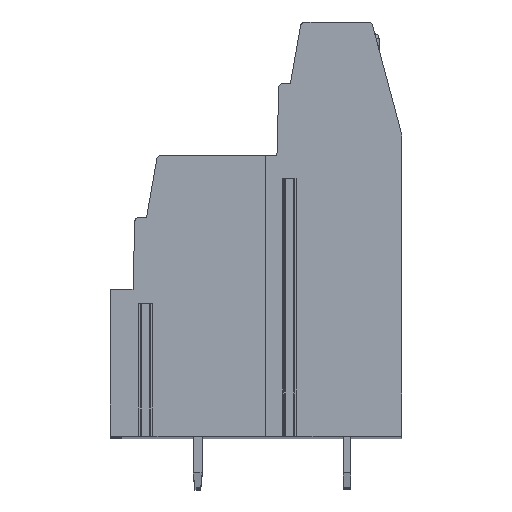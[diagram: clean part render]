
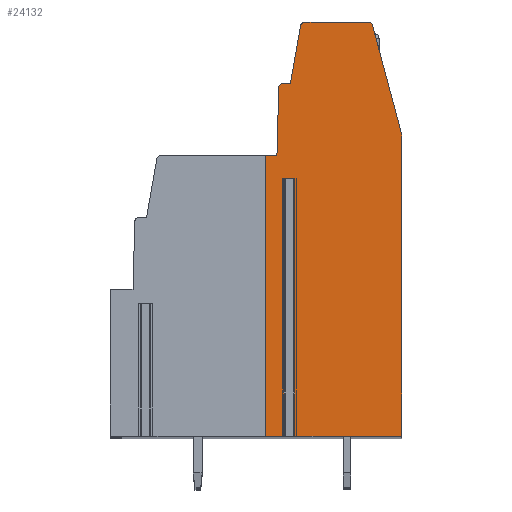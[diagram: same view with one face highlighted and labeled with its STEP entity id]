
A CAD part, top view. The second image highlights one B-rep face of the part: STEP entity #24132.
In plain terms, the highlighted planar face has unit normal (0, 0, 1).
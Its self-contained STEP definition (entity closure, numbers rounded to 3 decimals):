
#13=DIRECTION('',(-1.,0.,0.));
#14=VECTOR('',#13,0.743);
#15=CARTESIAN_POINT('',(1.908,2.65,93.98));
#16=LINE('',#15,#14);
#17=DIRECTION('',(0.,-1.,0.));
#18=VECTOR('',#17,17.55);
#19=CARTESIAN_POINT('',(1.165,2.65,93.98));
#20=LINE('',#19,#18);
#21=DIRECTION('',(1.,0.,0.));
#22=VECTOR('',#21,1.228);
#23=CARTESIAN_POINT('',(-0.063,-14.9,93.98));
#24=LINE('',#23,#22);
#25=DIRECTION('',(-1.,0.,0.));
#26=VECTOR('',#25,0.75);
#27=CARTESIAN_POINT('',(0.687,4.2,93.98));
#28=LINE('',#27,#26);
#29=DIRECTION('',(-0.026,-1.,0.));
#30=VECTOR('',#29,4.609);
#31=CARTESIAN_POINT('',(0.808,8.808,93.98));
#32=LINE('',#31,#30);
#33=CARTESIAN_POINT('',(1.108,8.8,93.98));
#34=DIRECTION('',(0.,0.,1.));
#35=DIRECTION('',(0.,1.,0.));
#36=AXIS2_PLACEMENT_3D('',#33,#34,#35);
#38=DIRECTION('',(-1.,0.,0.));
#39=VECTOR('',#38,0.497);
#40=CARTESIAN_POINT('',(1.605,9.1,93.98));
#41=LINE('',#40,#39);
#42=DIRECTION('',(-0.174,-0.985,0.));
#43=VECTOR('',#42,4.013);
#44=CARTESIAN_POINT('',(2.301,13.052,93.98));
#45=LINE('',#44,#43);
#46=CARTESIAN_POINT('',(2.597,13.,93.98));
#47=DIRECTION('',(0.,0.,1.));
#48=DIRECTION('',(0.,1.,0.));
#49=AXIS2_PLACEMENT_3D('',#46,#47,#48);
#51=DIRECTION('',(-1.,0.,0.));
#52=VECTOR('',#51,4.31);
#53=CARTESIAN_POINT('',(6.907,13.3,93.98));
#54=LINE('',#53,#52);
#55=CARTESIAN_POINT('',(6.907,13.,93.98));
#56=DIRECTION('',(0.,0.,1.));
#57=DIRECTION('',(0.966,0.259,0.));
#58=AXIS2_PLACEMENT_3D('',#55,#56,#57);
#60=CARTESIAN_POINT('',(8.187,5.518,93.98));
#61=DIRECTION('',(0.,0.,1.));
#62=DIRECTION('',(1.,0.,0.));
#63=AXIS2_PLACEMENT_3D('',#60,#61,#62);
#65=DIRECTION('',(0.,1.,0.));
#66=VECTOR('',#65,20.418);
#67=CARTESIAN_POINT('',(9.187,-14.9,93.98));
#68=LINE('',#67,#66);
#69=DIRECTION('',(1.,0.,0.));
#70=VECTOR('',#69,7.279);
#71=CARTESIAN_POINT('',(1.908,-14.9,93.98));
#72=LINE('',#71,#70);
#73=DIRECTION('',(0.,-1.,0.));
#74=VECTOR('',#73,17.55);
#75=CARTESIAN_POINT('',(1.908,2.65,93.98));
#76=LINE('',#75,#74);
#3705=DIRECTION('',(-0.259,0.966,0.));
#3706=VECTOR('',#3705,7.558);
#3707=CARTESIAN_POINT('',(9.153,5.777,93.98));
#3708=LINE('',#3707,#3706);
#9914=DIRECTION('',(0.,-1.,0.));
#9915=VECTOR('',#9914,19.1);
#9916=CARTESIAN_POINT('',(-0.063,4.2,93.98));
#9917=LINE('',#9916,#9915);
#18986=CARTESIAN_POINT('',(9.187,-14.9,93.98));
#18987=CARTESIAN_POINT('',(9.187,5.518,93.98));
#18988=VERTEX_POINT('',#18986);
#18989=VERTEX_POINT('',#18987);
#18990=CARTESIAN_POINT('',(9.153,5.777,93.98));
#18991=VERTEX_POINT('',#18990);
#18992=CARTESIAN_POINT('',(7.197,13.078,93.98));
#18993=CARTESIAN_POINT('',(6.907,13.3,93.98));
#18994=VERTEX_POINT('',#18992);
#18995=VERTEX_POINT('',#18993);
#18996=CARTESIAN_POINT('',(2.597,13.3,93.98));
#18997=VERTEX_POINT('',#18996);
#18998=CARTESIAN_POINT('',(2.301,13.052,93.98));
#18999=VERTEX_POINT('',#18998);
#19000=CARTESIAN_POINT('',(1.605,9.1,93.98));
#19001=VERTEX_POINT('',#19000);
#19002=CARTESIAN_POINT('',(1.108,9.1,93.98));
#19003=VERTEX_POINT('',#19002);
#19004=CARTESIAN_POINT('',(0.808,8.808,93.98));
#19005=VERTEX_POINT('',#19004);
#19006=CARTESIAN_POINT('',(0.687,4.2,93.98));
#19007=VERTEX_POINT('',#19006);
#19050=CARTESIAN_POINT('',(-0.063,-14.9,93.98));
#19052=VERTEX_POINT('',#19050);
#19058=CARTESIAN_POINT('',(-0.063,4.2,93.98));
#19059=VERTEX_POINT('',#19058);
#19134=CARTESIAN_POINT('',(1.908,2.65,93.98));
#19135=CARTESIAN_POINT('',(1.165,2.65,93.98));
#19136=VERTEX_POINT('',#19134);
#19137=VERTEX_POINT('',#19135);
#19138=CARTESIAN_POINT('',(1.908,-14.9,93.98));
#19139=VERTEX_POINT('',#19138);
#19140=CARTESIAN_POINT('',(1.165,-14.9,93.98));
#19141=VERTEX_POINT('',#19140);
#24091=CARTESIAN_POINT('',(0.,0.,93.98));
#24092=DIRECTION('',(0.,0.,1.));
#24093=DIRECTION('',(1.,0.,0.));
#24094=AXIS2_PLACEMENT_3D('',#24091,#24092,#24093);
#24095=PLANE('',#24094);
#24097=ORIENTED_EDGE('',*,*,#24096,.T.);
#24099=ORIENTED_EDGE('',*,*,#24098,.T.);
#24101=ORIENTED_EDGE('',*,*,#24100,.F.);
#24103=ORIENTED_EDGE('',*,*,#24102,.F.);
#24105=ORIENTED_EDGE('',*,*,#24104,.F.);
#24107=ORIENTED_EDGE('',*,*,#24106,.F.);
#24109=ORIENTED_EDGE('',*,*,#24108,.F.);
#24111=ORIENTED_EDGE('',*,*,#24110,.F.);
#24113=ORIENTED_EDGE('',*,*,#24112,.F.);
#24115=ORIENTED_EDGE('',*,*,#24114,.F.);
#24117=ORIENTED_EDGE('',*,*,#24116,.F.);
#24119=ORIENTED_EDGE('',*,*,#24118,.F.);
#24121=ORIENTED_EDGE('',*,*,#24120,.F.);
#24123=ORIENTED_EDGE('',*,*,#24122,.F.);
#24125=ORIENTED_EDGE('',*,*,#24124,.F.);
#24127=ORIENTED_EDGE('',*,*,#24126,.F.);
#24129=ORIENTED_EDGE('',*,*,#24128,.F.);
#24130=EDGE_LOOP('',(#24097,#24099,#24101,#24103,#24105,#24107,#24109,#24111,
#24113,#24115,#24117,#24119,#24121,#24123,#24125,#24127,#24129));
#24131=FACE_OUTER_BOUND('',#24130,.F.);
#37=CIRCLE('',#36,0.3);
#50=CIRCLE('',#49,0.3);
#59=CIRCLE('',#58,0.3);
#64=CIRCLE('',#63,1.);
#24096=EDGE_CURVE('',#19136,#19137,#16,.T.);
#24098=EDGE_CURVE('',#19137,#19141,#20,.T.);
#24100=EDGE_CURVE('',#19052,#19141,#24,.T.);
#24102=EDGE_CURVE('',#19059,#19052,#9917,.T.);
#24104=EDGE_CURVE('',#19007,#19059,#28,.T.);
#24106=EDGE_CURVE('',#19005,#19007,#32,.T.);
#24108=EDGE_CURVE('',#19003,#19005,#37,.T.);
#24110=EDGE_CURVE('',#19001,#19003,#41,.T.);
#24112=EDGE_CURVE('',#18999,#19001,#45,.T.);
#24114=EDGE_CURVE('',#18997,#18999,#50,.T.);
#24116=EDGE_CURVE('',#18995,#18997,#54,.T.);
#24118=EDGE_CURVE('',#18994,#18995,#59,.T.);
#24120=EDGE_CURVE('',#18991,#18994,#3708,.T.);
#24122=EDGE_CURVE('',#18989,#18991,#64,.T.);
#24124=EDGE_CURVE('',#18988,#18989,#68,.T.);
#24126=EDGE_CURVE('',#19139,#18988,#72,.T.);
#24128=EDGE_CURVE('',#19136,#19139,#76,.T.);
#24132=ADVANCED_FACE('',(#24131),#24095,.T.);
